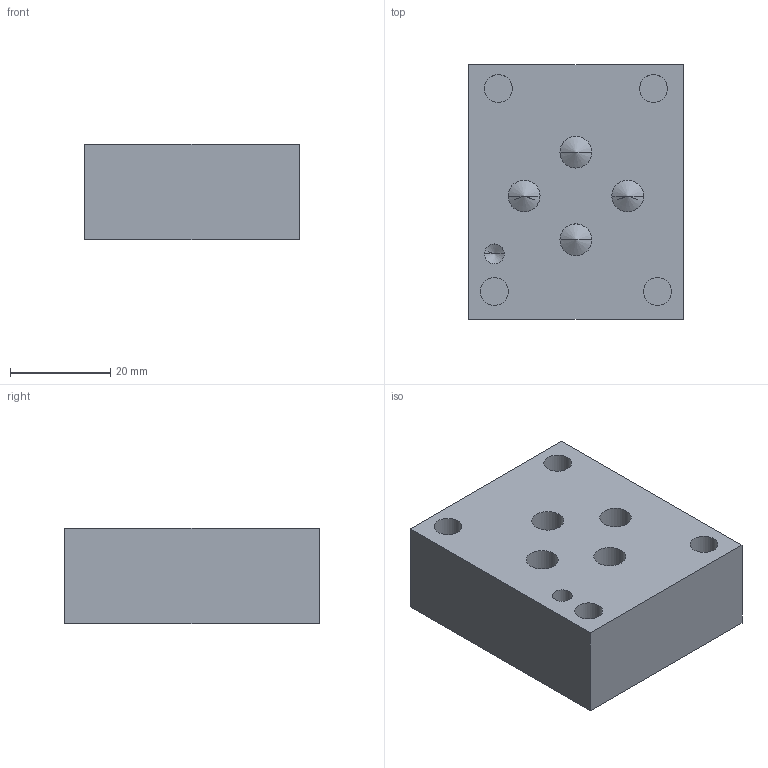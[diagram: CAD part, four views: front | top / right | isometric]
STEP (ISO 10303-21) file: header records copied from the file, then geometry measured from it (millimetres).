
FILE_DESCRIPTION((''),'2;1');
FILE_NAME('AD03TPOP.stp','2009-02-17T10:31:19',('juliea'),(''),'Autodesk Inventor 2009','Autodesk Inventor 2009','');
FILE_SCHEMA(('AUTOMOTIVE_DESIGN { 1 0 10303 214 1 1 1 1 }'));
Length unit declared in the file: inch
Products named in the file (1): AD03TPOP
Bounding box: 42.88 x 50.8 x 19.05 mm (x, y, z)
Volume: 34724.7 mm3; surface area: 11846.3 mm2
Topology: 1 solids, 1 shells, 72 faces, 173 edges, 105 vertices
Faces by surface type: cone 28, cylinder 26, plane 18
Full cylindrical faces by diameter (mm): 3.175 x1, 3.962 x1, 5.563 x8, 6.35 x8, 8.331 x4, 12.7 x4
Entity records: 1843 total; most frequent: DIRECTION 340, CARTESIAN_POINT 284, ORIENTED_EDGE 212, AXIS2_PLACEMENT_3D 148, EDGE_LOOP 124, EDGE_CURVE 106, VERTEX_POINT 88, CIRCLE 75
